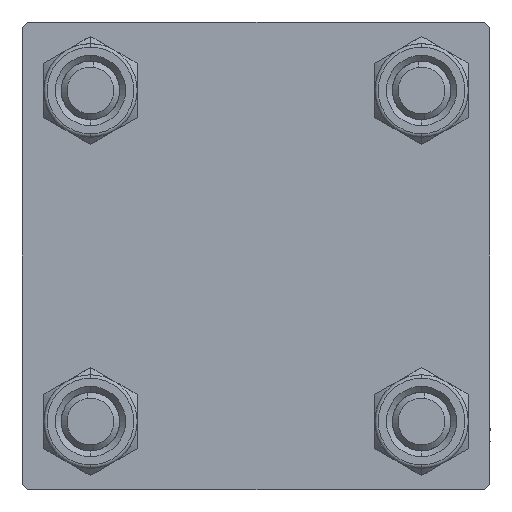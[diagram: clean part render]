
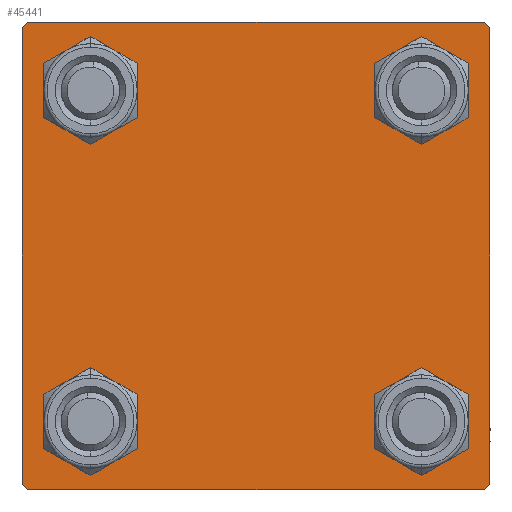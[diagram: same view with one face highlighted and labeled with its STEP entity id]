
A CAD part, left-side view. The second image highlights one B-rep face of the part: STEP entity #45441.
In plain terms, the highlighted planar face has unit normal (-1, 0, 0).
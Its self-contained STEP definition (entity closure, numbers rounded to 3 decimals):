
#45 = FACE_BOUND ( 'NONE', #27393, .T. ) ;
#65 = EDGE_CURVE ( 'NONE', #44841, #25316, #69, .T. ) ;
#69 = CIRCLE ( 'NONE', #22810, 3. ) ;
#155 = CARTESIAN_POINT ( 'NONE',  ( 0., 14.15, -14.15 ) ) ;
#299 = CARTESIAN_POINT ( 'NONE',  ( 0., -14.15, 14.15 ) ) ;
#822 = DIRECTION ( 'NONE',  ( 0., -1., 0. ) ) ;
#934 = VECTOR ( 'NONE', #37269, 1000. ) ;
#949 = EDGE_CURVE ( 'NONE', #13259, #7984, #25277, .T. ) ;
#1074 = AXIS2_PLACEMENT_3D ( 'NONE', #25207, #9702, #9196 ) ;
#1220 = EDGE_CURVE ( 'NONE', #30929, #10948, #30994, .T. ) ;
#1255 = CARTESIAN_POINT ( 'NONE',  ( 0., -14.15, 17.15 ) ) ;
#1348 = CARTESIAN_POINT ( 'NONE',  ( 0., 19.5, 20. ) ) ;
#1713 = ORIENTED_EDGE ( 'NONE', *, *, #37721, .T. ) ;
#1797 = CARTESIAN_POINT ( 'NONE',  ( 0., -14.15, -17.15 ) ) ;
#2046 = DIRECTION ( 'NONE',  ( 0., 0., 1. ) ) ;
#2133 = VECTOR ( 'NONE', #6299, 1000. ) ;
#2239 = DIRECTION ( 'NONE',  ( 1., 0., 0. ) ) ;
#2687 = VECTOR ( 'NONE', #36901, 1000. ) ;
#2842 = VERTEX_POINT ( 'NONE', #32705 ) ;
#2844 = ORIENTED_EDGE ( 'NONE', *, *, #23235, .T. ) ;
#3170 = CARTESIAN_POINT ( 'NONE',  ( 0., -14.15, -14.15 ) ) ;
#3383 = CARTESIAN_POINT ( 'NONE',  ( 0., 14.15, 11.15 ) ) ;
#3524 = ORIENTED_EDGE ( 'NONE', *, *, #8503, .T. ) ;
#3578 = EDGE_LOOP ( 'NONE', ( #36570, #2844, #34695, #15954, #24143, #41276, #9869, #37516 ) ) ;
#3740 = LINE ( 'NONE', #38311, #22660 ) ;
#3857 = DIRECTION ( 'NONE',  ( 1., 0., 0. ) ) ;
#5647 = VECTOR ( 'NONE', #822, 1000. ) ;
#5857 = CARTESIAN_POINT ( 'NONE',  ( 0., 0., 0. ) ) ;
#5902 = CARTESIAN_POINT ( 'NONE',  ( 0., -20., 20. ) ) ;
#6117 = CIRCLE ( 'NONE', #38570, 3. ) ;
#6299 = DIRECTION ( 'NONE',  ( 0., 0., -1. ) ) ;
#6603 = VECTOR ( 'NONE', #20311, 1000. ) ;
#7179 = AXIS2_PLACEMENT_3D ( 'NONE', #155, #23271, #42337 ) ;
#7984 = VERTEX_POINT ( 'NONE', #1255 ) ;
#8306 = DIRECTION ( 'NONE',  ( 0., -0.707, 0.707 ) ) ;
#8436 = VECTOR ( 'NONE', #32265, 1000. ) ;
#8499 = EDGE_CURVE ( 'NONE', #2842, #22151, #43341, .T. ) ;
#8503 = EDGE_CURVE ( 'NONE', #25316, #44841, #14870, .T. ) ;
#8754 = VERTEX_POINT ( 'NONE', #30617 ) ;
#8932 = LINE ( 'NONE', #23454, #5647 ) ;
#9196 = DIRECTION ( 'NONE',  ( 0., 0., 1. ) ) ;
#9249 = VERTEX_POINT ( 'NONE', #32787 ) ;
#9405 = PLANE ( 'NONE',  #38680 ) ;
#9702 = DIRECTION ( 'NONE',  ( 1., 0., 0. ) ) ;
#9869 = ORIENTED_EDGE ( 'NONE', *, *, #36449, .F. ) ;
#9909 = FACE_BOUND ( 'NONE', #25903, .T. ) ;
#10368 = DIRECTION ( 'NONE',  ( 0., 0., 1. ) ) ;
#10788 = DIRECTION ( 'NONE',  ( 0., 0., 1. ) ) ;
#10948 = VERTEX_POINT ( 'NONE', #15254 ) ;
#11721 = FACE_BOUND ( 'NONE', #14528, .T. ) ;
#11984 = DIRECTION ( 'NONE',  ( 0., 0., 1. ) ) ;
#12489 = EDGE_CURVE ( 'NONE', #2842, #17434, #21763, .T. ) ;
#12604 = CARTESIAN_POINT ( 'NONE',  ( 0., 20., 19.5 ) ) ;
#13226 = LINE ( 'NONE', #32032, #2133 ) ;
#13259 = VERTEX_POINT ( 'NONE', #31938 ) ;
#13486 = DIRECTION ( 'NONE',  ( -1., 0., 0. ) ) ;
#14202 = ORIENTED_EDGE ( 'NONE', *, *, #65, .T. ) ;
#14528 = EDGE_LOOP ( 'NONE', ( #1713, #45427 ) ) ;
#14870 = CIRCLE ( 'NONE', #1074, 3. ) ;
#14991 = CARTESIAN_POINT ( 'NONE',  ( 0., 19.5, -20. ) ) ;
#14998 = CARTESIAN_POINT ( 'NONE',  ( 0., -20., -19.5 ) ) ;
#15254 = CARTESIAN_POINT ( 'NONE',  ( 0., -19.5, -20. ) ) ;
#15291 = CIRCLE ( 'NONE', #7179, 3. ) ;
#15388 = DIRECTION ( 'NONE',  ( 0., 0.707, -0.707 ) ) ;
#15954 = ORIENTED_EDGE ( 'NONE', *, *, #35704, .T. ) ;
#16568 = ORIENTED_EDGE ( 'NONE', *, *, #949, .T. ) ;
#17434 = VERTEX_POINT ( 'NONE', #47524 ) ;
#19884 = DIRECTION ( 'NONE',  ( 0., 0., 1. ) ) ;
#20311 = DIRECTION ( 'NONE',  ( 0., -1., 0. ) ) ;
#20984 = CIRCLE ( 'NONE', #27465, 3. ) ;
#21363 = DIRECTION ( 'NONE',  ( 1., 0., 0. ) ) ;
#21453 = AXIS2_PLACEMENT_3D ( 'NONE', #3170, #45620, #10788 ) ;
#21763 = LINE ( 'NONE', #42018, #934 ) ;
#22151 = VERTEX_POINT ( 'NONE', #14998 ) ;
#22660 = VECTOR ( 'NONE', #8306, 1000. ) ;
#22810 = AXIS2_PLACEMENT_3D ( 'NONE', #24415, #21363, #39925 ) ;
#23071 = CARTESIAN_POINT ( 'NONE',  ( 0., 14.15, -11.15 ) ) ;
#23235 = EDGE_CURVE ( 'NONE', #38590, #30929, #40902, .T. ) ;
#23271 = DIRECTION ( 'NONE',  ( 1., 0., 0. ) ) ;
#23454 = CARTESIAN_POINT ( 'NONE',  ( 0., 20., 20. ) ) ;
#24143 = ORIENTED_EDGE ( 'NONE', *, *, #8499, .F. ) ;
#24415 = CARTESIAN_POINT ( 'NONE',  ( 0., 14.15, 14.15 ) ) ;
#25207 = CARTESIAN_POINT ( 'NONE',  ( 0., 14.15, 14.15 ) ) ;
#25277 = CIRCLE ( 'NONE', #35826, 3. ) ;
#25316 = VERTEX_POINT ( 'NONE', #3383 ) ;
#25903 = EDGE_LOOP ( 'NONE', ( #14202, #3524 ) ) ;
#26150 = DIRECTION ( 'NONE',  ( 1., 0., 0. ) ) ;
#27393 = EDGE_LOOP ( 'NONE', ( #42535, #16568 ) ) ;
#27465 = AXIS2_PLACEMENT_3D ( 'NONE', #34772, #26150, #41904 ) ;
#28575 = EDGE_CURVE ( 'NONE', #47052, #38590, #13226, .T. ) ;
#30617 = CARTESIAN_POINT ( 'NONE',  ( 0., 14.15, -17.15 ) ) ;
#30929 = VERTEX_POINT ( 'NONE', #14991 ) ;
#30994 = LINE ( 'NONE', #46522, #6603 ) ;
#31121 = EDGE_CURVE ( 'NONE', #9249, #48676, #49320, .T. ) ;
#31131 = LINE ( 'NONE', #42087, #35573 ) ;
#31938 = CARTESIAN_POINT ( 'NONE',  ( 0., -14.15, 11.15 ) ) ;
#32032 = CARTESIAN_POINT ( 'NONE',  ( 0., 20., 20. ) ) ;
#32161 = CARTESIAN_POINT ( 'NONE',  ( 0., 14.15, 17.15 ) ) ;
#32265 = DIRECTION ( 'NONE',  ( 0., -0.707, -0.707 ) ) ;
#32705 = CARTESIAN_POINT ( 'NONE',  ( 0., -20., 19.5 ) ) ;
#32787 = CARTESIAN_POINT ( 'NONE',  ( 0., -14.15, -11.15 ) ) ;
#33040 = FACE_OUTER_BOUND ( 'NONE', #3578, .T. ) ;
#33180 = EDGE_CURVE ( 'NONE', #47348, #47052, #31131, .T. ) ;
#33521 = EDGE_LOOP ( 'NONE', ( #36310, #40604 ) ) ;
#34695 = ORIENTED_EDGE ( 'NONE', *, *, #1220, .T. ) ;
#34772 = CARTESIAN_POINT ( 'NONE',  ( 0., 14.15, -14.15 ) ) ;
#35573 = VECTOR ( 'NONE', #15388, 1000. ) ;
#35704 = EDGE_CURVE ( 'NONE', #10948, #22151, #3740, .T. ) ;
#35826 = AXIS2_PLACEMENT_3D ( 'NONE', #43757, #47334, #19884 ) ;
#36310 = ORIENTED_EDGE ( 'NONE', *, *, #31121, .T. ) ;
#36449 = EDGE_CURVE ( 'NONE', #47348, #17434, #8932, .T. ) ;
#36570 = ORIENTED_EDGE ( 'NONE', *, *, #28575, .T. ) ;
#36901 = DIRECTION ( 'NONE',  ( 0., 0., -1. ) ) ;
#36958 = CARTESIAN_POINT ( 'NONE',  ( 0., 20., -19.5 ) ) ;
#37204 = VERTEX_POINT ( 'NONE', #23071 ) ;
#37269 = DIRECTION ( 'NONE',  ( 0., 0.707, 0.707 ) ) ;
#37362 = EDGE_CURVE ( 'NONE', #8754, #37204, #15291, .T. ) ;
#37516 = ORIENTED_EDGE ( 'NONE', *, *, #33180, .T. ) ;
#37721 = EDGE_CURVE ( 'NONE', #37204, #8754, #20984, .T. ) ;
#38311 = CARTESIAN_POINT ( 'NONE',  ( 0., -19.75, -19.75 ) ) ;
#38570 = AXIS2_PLACEMENT_3D ( 'NONE', #299, #3857, #11984 ) ;
#38590 = VERTEX_POINT ( 'NONE', #36958 ) ;
#38680 = AXIS2_PLACEMENT_3D ( 'NONE', #5857, #13486, #2046 ) ;
#39925 = DIRECTION ( 'NONE',  ( 0., 0., 1. ) ) ;
#40390 = EDGE_CURVE ( 'NONE', #48676, #9249, #45819, .T. ) ;
#40604 = ORIENTED_EDGE ( 'NONE', *, *, #40390, .T. ) ;
#40605 = CARTESIAN_POINT ( 'NONE',  ( 0., -14.15, -14.15 ) ) ;
#40902 = LINE ( 'NONE', #48041, #8436 ) ;
#41171 = AXIS2_PLACEMENT_3D ( 'NONE', #40605, #2239, #10368 ) ;
#41276 = ORIENTED_EDGE ( 'NONE', *, *, #12489, .T. ) ;
#41904 = DIRECTION ( 'NONE',  ( 0., 0., 1. ) ) ;
#42018 = CARTESIAN_POINT ( 'NONE',  ( 0., -19.75, 19.75 ) ) ;
#42087 = CARTESIAN_POINT ( 'NONE',  ( 0., 19.75, 19.75 ) ) ;
#42337 = DIRECTION ( 'NONE',  ( 0., 0., 1. ) ) ;
#42535 = ORIENTED_EDGE ( 'NONE', *, *, #42538, .T. ) ;
#42538 = EDGE_CURVE ( 'NONE', #7984, #13259, #6117, .T. ) ;
#43341 = LINE ( 'NONE', #5902, #2687 ) ;
#43757 = CARTESIAN_POINT ( 'NONE',  ( 0., -14.15, 14.15 ) ) ;
#44841 = VERTEX_POINT ( 'NONE', #32161 ) ;
#45427 = ORIENTED_EDGE ( 'NONE', *, *, #37362, .T. ) ;
#45441 = ADVANCED_FACE ( 'NONE', ( #45, #46565, #11721, #9909, #33040 ), #9405, .T. ) ;
#45620 = DIRECTION ( 'NONE',  ( 1., 0., 0. ) ) ;
#45819 = CIRCLE ( 'NONE', #21453, 3. ) ;
#46522 = CARTESIAN_POINT ( 'NONE',  ( 0., 20., -20. ) ) ;
#46565 = FACE_BOUND ( 'NONE', #33521, .T. ) ;
#47052 = VERTEX_POINT ( 'NONE', #12604 ) ;
#47334 = DIRECTION ( 'NONE',  ( 1., 0., 0. ) ) ;
#47348 = VERTEX_POINT ( 'NONE', #1348 ) ;
#47524 = CARTESIAN_POINT ( 'NONE',  ( 0., -19.5, 20. ) ) ;
#48041 = CARTESIAN_POINT ( 'NONE',  ( 0., 19.75, -19.75 ) ) ;
#48676 = VERTEX_POINT ( 'NONE', #1797 ) ;
#49320 = CIRCLE ( 'NONE', #41171, 3. ) ;
